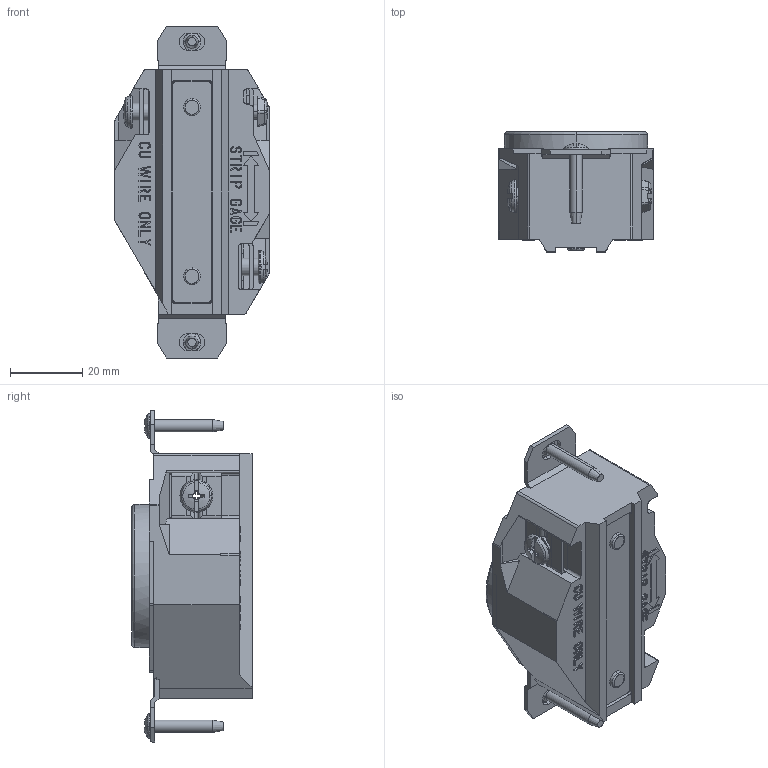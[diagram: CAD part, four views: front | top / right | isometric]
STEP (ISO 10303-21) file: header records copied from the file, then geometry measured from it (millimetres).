
FILE_DESCRIPTION (( 'STEP AP214' ), '1' );
FILE_NAME ('CATSTD-02620-000-M01.STEP', '2019-06-04T12:57:18', ( '' ), ( '' ), 'SwSTEP 2.0', 'SolidWorks 2017', '' );
FILE_SCHEMA (( 'AUTOMOTIVE_DESIGN' ));
Length unit declared in the file: inch
Products named in the file (2): CATSTD-02620-000-M01
Bounding box: 42.85 x 33.32 x 92.08 mm (x, y, z)
Surface area: 17857.3 mm2 (no closed solid volume)
Topology: 0 solids, 6 shells, 1000 faces, 2958 edges, 1976 vertices
Faces by surface type: plane 645, cylinder 261, bspline 53, cone 39, torus 2
Entity records: 47367 total; most frequent: CARTESIAN_POINT 7932, ORIENTED_EDGE 5562, DIRECTION 5258, EDGE_CURVE 2958, VERTEX_POINT 1976, VECTOR 1950, LINE 1950, AXIS2_PLACEMENT_3D 1654
